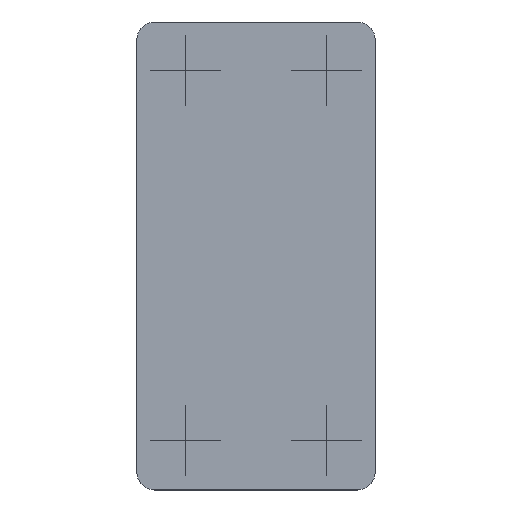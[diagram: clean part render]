
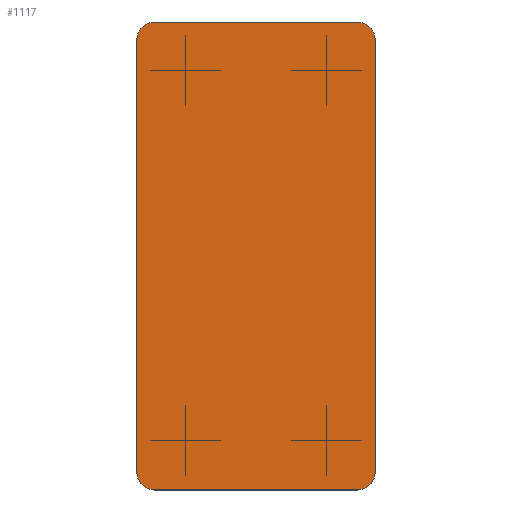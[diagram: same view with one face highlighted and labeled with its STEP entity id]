
A CAD part, top view. The second image highlights one B-rep face of the part: STEP entity #1117.
In plain terms, the highlighted planar face has unit normal (0, 0, 1).
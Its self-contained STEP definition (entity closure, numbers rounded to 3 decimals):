
#230=PLANE('',#1212);
#272=LINE('',#1754,#364);
#278=LINE('',#1769,#370);
#282=LINE('',#1781,#374);
#286=LINE('',#1793,#378);
#364=VECTOR('',#1394,492.);
#370=VECTOR('',#1408,231.);
#374=VECTOR('',#1420,492.);
#378=VECTOR('',#1432,231.);
#480=FACE_OUTER_BOUND('',#539,.T.);
#539=EDGE_LOOP('',(#976,#977,#978,#979,#980,#981,#982,#983));
#598=CIRCLE('',#1193,19.99);
#600=CIRCLE('',#1197,19.99);
#602=CIRCLE('',#1201,19.99);
#604=CIRCLE('',#1205,19.99);
#643=VERTEX_POINT('',#1751);
#644=VERTEX_POINT('',#1753);
#646=VERTEX_POINT('',#1759);
#648=VERTEX_POINT('',#1765);
#650=VERTEX_POINT('',#1771);
#652=VERTEX_POINT('',#1777);
#654=VERTEX_POINT('',#1783);
#656=VERTEX_POINT('',#1789);
#756=EDGE_CURVE('',#643,#644,#272,.T.);
#761=EDGE_CURVE('',#644,#646,#598,.T.);
#764=EDGE_CURVE('',#646,#648,#278,.T.);
#767=EDGE_CURVE('',#648,#650,#600,.T.);
#770=EDGE_CURVE('',#650,#652,#282,.T.);
#773=EDGE_CURVE('',#652,#654,#602,.T.);
#776=EDGE_CURVE('',#654,#656,#286,.T.);
#778=EDGE_CURVE('',#656,#643,#604,.T.);
#976=ORIENTED_EDGE('',*,*,#756,.F.);
#977=ORIENTED_EDGE('',*,*,#778,.F.);
#978=ORIENTED_EDGE('',*,*,#776,.F.);
#979=ORIENTED_EDGE('',*,*,#773,.F.);
#980=ORIENTED_EDGE('',*,*,#770,.F.);
#981=ORIENTED_EDGE('',*,*,#767,.F.);
#982=ORIENTED_EDGE('',*,*,#764,.F.);
#983=ORIENTED_EDGE('',*,*,#761,.F.);
#1117=ADVANCED_FACE('',(#480),#230,.T.);
#1193=AXIS2_PLACEMENT_3D('',#1763,#1402,#1403);
#1197=AXIS2_PLACEMENT_3D('',#1775,#1414,#1415);
#1201=AXIS2_PLACEMENT_3D('',#1787,#1426,#1427);
#1205=AXIS2_PLACEMENT_3D('',#1796,#1437,#1438);
#1212=AXIS2_PLACEMENT_3D('',#1815,#1458,#1459);
#1394=DIRECTION('',(0.,1.,0.));
#1402=DIRECTION('center_axis',(0.,0.,-1.));
#1403=DIRECTION('ref_axis',(-0.707,0.707,0.));
#1408=DIRECTION('',(1.,0.,0.));
#1414=DIRECTION('center_axis',(0.,0.,-1.));
#1415=DIRECTION('ref_axis',(0.707,0.707,0.));
#1420=DIRECTION('',(0.,-1.,0.));
#1426=DIRECTION('center_axis',(0.,0.,-1.));
#1427=DIRECTION('ref_axis',(0.707,-0.707,0.));
#1432=DIRECTION('',(-1.,0.,0.));
#1437=DIRECTION('center_axis',(0.,0.,-1.));
#1438=DIRECTION('ref_axis',(-0.707,-0.707,0.));
#1458=DIRECTION('center_axis',(0.,0.,1.));
#1459=DIRECTION('ref_axis',(1.,0.,0.));
#1751=CARTESIAN_POINT('',(-135.49,-246.,4.6));
#1753=CARTESIAN_POINT('',(-135.49,246.,4.6));
#1754=CARTESIAN_POINT('',(-135.49,-133.,4.6));
#1759=CARTESIAN_POINT('',(-115.5,265.99,4.6));
#1763=CARTESIAN_POINT('Origin',(-115.5,246.,4.6));
#1765=CARTESIAN_POINT('',(115.5,265.99,4.6));
#1769=CARTESIAN_POINT('',(-67.75,265.99,4.6));
#1771=CARTESIAN_POINT('',(135.49,246.,4.6));
#1775=CARTESIAN_POINT('Origin',(115.5,246.,4.6));
#1777=CARTESIAN_POINT('',(135.49,-246.,4.6));
#1781=CARTESIAN_POINT('',(135.49,133.,4.6));
#1783=CARTESIAN_POINT('',(115.5,-265.99,4.6));
#1787=CARTESIAN_POINT('Origin',(115.5,-246.,4.6));
#1789=CARTESIAN_POINT('',(-115.5,-265.99,4.6));
#1793=CARTESIAN_POINT('',(67.75,-265.99,4.6));
#1796=CARTESIAN_POINT('Origin',(-115.5,-246.,4.6));
#1815=CARTESIAN_POINT('Origin',(0.,0.,
4.6));
